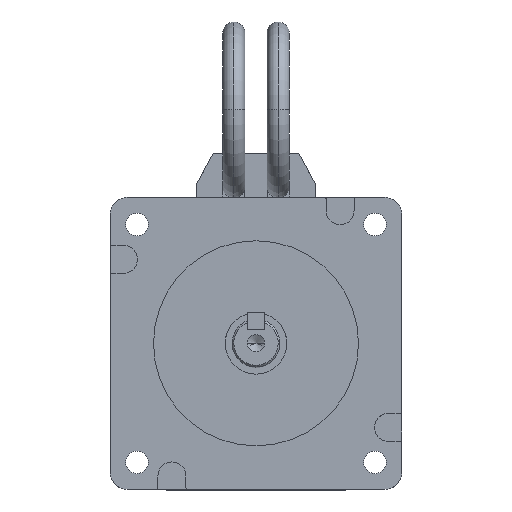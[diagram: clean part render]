
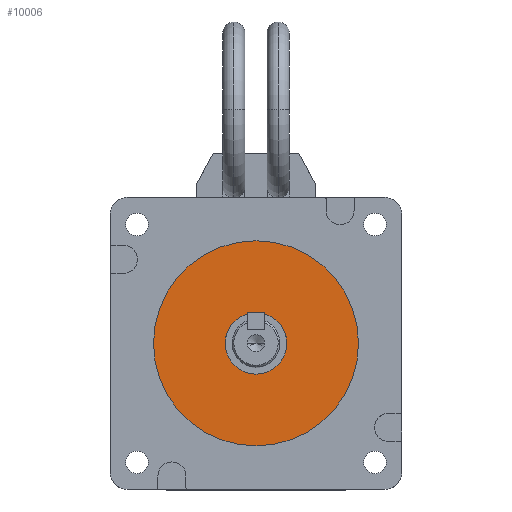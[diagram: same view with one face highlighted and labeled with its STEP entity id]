
A CAD part, top view. The second image highlights one B-rep face of the part: STEP entity #10006.
In plain terms, the highlighted planar face has unit normal (0, 0, 1).
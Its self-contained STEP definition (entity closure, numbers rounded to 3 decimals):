
#38 = PLANE ( 'NONE',  #9585 ) ;
#116 = AXIS2_PLACEMENT_3D ( 'NONE', #7676, #2667, #4396 ) ;
#140 = CARTESIAN_POINT ( 'NONE',  ( -9., 0., 0. ) ) ;
#484 = ORIENTED_EDGE ( 'NONE', *, *, #2325, .T. ) ;
#803 = CARTESIAN_POINT ( 'NONE',  ( 0., 0., 0. ) ) ;
#818 = DIRECTION ( 'NONE',  ( 1., 0., 0. ) ) ;
#900 = CARTESIAN_POINT ( 'NONE',  ( 0., 0., 0. ) ) ;
#1070 = AXIS2_PLACEMENT_3D ( 'NONE', #803, #10972, #10860 ) ;
#1307 = EDGE_CURVE ( 'NONE', #2368, #4763, #9741, .T. ) ;
#1397 = ORIENTED_EDGE ( 'NONE', *, *, #9936, .T. ) ;
#2119 = DIRECTION ( 'NONE',  ( 0., 0., 1. ) ) ;
#2325 = EDGE_CURVE ( 'NONE', #3964, #6583, #9840, .T. ) ;
#2368 = VERTEX_POINT ( 'NONE', #6064 ) ;
#2526 = AXIS2_PLACEMENT_3D ( 'NONE', #2972, #2119, #10583 ) ;
#2567 = DIRECTION ( 'NONE',  ( 0., 0., 1. ) ) ;
#2667 = DIRECTION ( 'NONE',  ( 0., 0., 1. ) ) ;
#2972 = CARTESIAN_POINT ( 'NONE',  ( 0., 0., 0. ) ) ;
#3112 = EDGE_LOOP ( 'NONE', ( #484, #1397 ) ) ;
#3964 = VERTEX_POINT ( 'NONE', #7632 ) ;
#4396 = DIRECTION ( 'NONE',  ( 1., 0., 0. ) ) ;
#4402 = ORIENTED_EDGE ( 'NONE', *, *, #1307, .F. ) ;
#4763 = VERTEX_POINT ( 'NONE', #140 ) ;
#4843 = FACE_OUTER_BOUND ( 'NONE', #3112, .T. ) ;
#5425 = DIRECTION ( 'NONE',  ( 0., 0., -1. ) ) ;
#6064 = CARTESIAN_POINT ( 'NONE',  ( 9., 0., 0. ) ) ;
#6133 = DIRECTION ( 'NONE',  ( -1., 0., 0. ) ) ;
#6186 = FACE_BOUND ( 'NONE', #10388, .T. ) ;
#6583 = VERTEX_POINT ( 'NONE', #8837 ) ;
#7533 = EDGE_CURVE ( 'NONE', #4763, #2368, #9057, .T. ) ;
#7632 = CARTESIAN_POINT ( 'NONE',  ( 30., 0., 0. ) ) ;
#7640 = CARTESIAN_POINT ( 'NONE',  ( 0., 0., 0. ) ) ;
#7676 = CARTESIAN_POINT ( 'NONE',  ( 0., 0., 0. ) ) ;
#7804 = CIRCLE ( 'NONE', #116, 30. ) ;
#8837 = CARTESIAN_POINT ( 'NONE',  ( -30., 0., 0. ) ) ;
#9057 = CIRCLE ( 'NONE', #2526, 9. ) ;
#9585 = AXIS2_PLACEMENT_3D ( 'NONE', #900, #5425, #6133 ) ;
#9595 = AXIS2_PLACEMENT_3D ( 'NONE', #7640, #2567, #818 ) ;
#9741 = CIRCLE ( 'NONE', #1070, 9. ) ;
#9840 = CIRCLE ( 'NONE', #9595, 30. ) ;
#9900 = ORIENTED_EDGE ( 'NONE', *, *, #7533, .F. ) ;
#9936 = EDGE_CURVE ( 'NONE', #6583, #3964, #7804, .T. ) ;
#10006 = ADVANCED_FACE ( 'NONE', ( #6186, #4843 ), #38, .F. ) ;
#10388 = EDGE_LOOP ( 'NONE', ( #4402, #9900 ) ) ;
#10583 = DIRECTION ( 'NONE',  ( 1., 0., 0. ) ) ;
#10860 = DIRECTION ( 'NONE',  ( 1., 0., 0. ) ) ;
#10972 = DIRECTION ( 'NONE',  ( 0., 0., 1. ) ) ;
